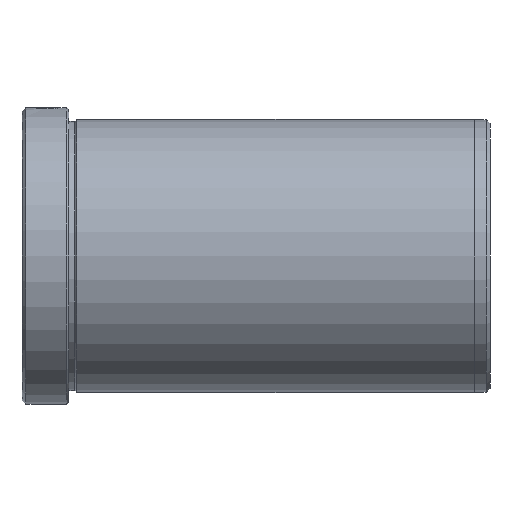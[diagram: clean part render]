
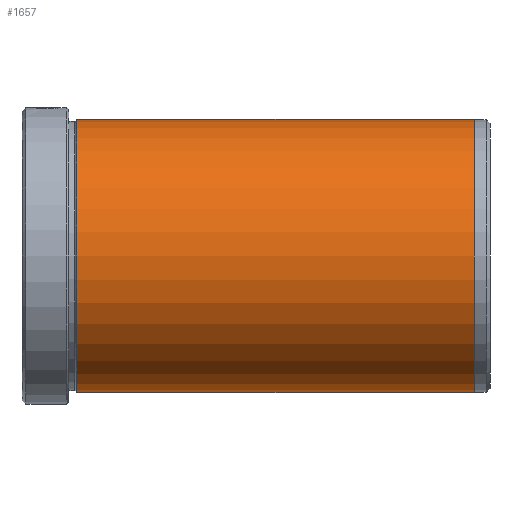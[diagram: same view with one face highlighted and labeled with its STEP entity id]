
A CAD part, left-side view. The second image highlights one B-rep face of the part: STEP entity #1657.
In plain terms, the highlighted cylindrical face has radius 35 mm (diameter 70 mm), a partial arc.
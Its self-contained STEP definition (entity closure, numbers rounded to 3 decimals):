
#3 = AXIS2_PLACEMENT_3D ( 'NONE', #32, #1025, #167 ) ;
#32 = CARTESIAN_POINT ( 'NONE',  ( 0., -116., 0. ) ) ;
#143 = VERTEX_POINT ( 'NONE', #264 ) ;
#167 = DIRECTION ( 'NONE',  ( 0., 0., -1. ) ) ;
#172 = VECTOR ( 'NONE', #1284, 1000. ) ;
#251 = FACE_OUTER_BOUND ( 'NONE', #1546, .T. ) ;
#264 = CARTESIAN_POINT ( 'NONE',  ( 0., -116., 35. ) ) ;
#295 = VECTOR ( 'NONE', #625, 1000. ) ;
#313 = DIRECTION ( 'NONE',  ( 0., 0., 1. ) ) ;
#421 = CARTESIAN_POINT ( 'NONE',  ( 0., -14., 0. ) ) ;
#451 = CARTESIAN_POINT ( 'NONE',  ( 0., -116., -35. ) ) ;
#465 = DIRECTION ( 'NONE',  ( 0., 1., 0. ) ) ;
#499 = EDGE_CURVE ( 'NONE', #508, #836, #1390, .T. ) ;
#508 = VERTEX_POINT ( 'NONE', #1727 ) ;
#564 = DIRECTION ( 'NONE',  ( 0., 0., 1. ) ) ;
#625 = DIRECTION ( 'NONE',  ( 0., 1., 0. ) ) ;
#632 = AXIS2_PLACEMENT_3D ( 'NONE', #421, #1441, #564 ) ;
#680 = LINE ( 'NONE', #1038, #295 ) ;
#685 = EDGE_CURVE ( 'NONE', #143, #836, #680, .T. ) ;
#789 = CIRCLE ( 'NONE', #3, 35. ) ;
#805 = LINE ( 'NONE', #1368, #172 ) ;
#806 = ORIENTED_EDGE ( 'NONE', *, *, #685, .T. ) ;
#836 = VERTEX_POINT ( 'NONE', #1420 ) ;
#939 = CYLINDRICAL_SURFACE ( 'NONE', #1516, 35. ) ;
#948 = EDGE_CURVE ( 'NONE', #143, #1842, #789, .T. ) ;
#981 = ORIENTED_EDGE ( 'NONE', *, *, #948, .F. ) ;
#1025 = DIRECTION ( 'NONE',  ( 0., -1., 0. ) ) ;
#1038 = CARTESIAN_POINT ( 'NONE',  ( 0., 0., 35. ) ) ;
#1042 = CARTESIAN_POINT ( 'NONE',  ( 0., 0., 0. ) ) ;
#1131 = EDGE_CURVE ( 'NONE', #1842, #508, #805, .T. ) ;
#1284 = DIRECTION ( 'NONE',  ( 0., 1., 0. ) ) ;
#1368 = CARTESIAN_POINT ( 'NONE',  ( 0., 0., -35. ) ) ;
#1390 = CIRCLE ( 'NONE', #632, 35. ) ;
#1420 = CARTESIAN_POINT ( 'NONE',  ( 0., -14., 35. ) ) ;
#1441 = DIRECTION ( 'NONE',  ( 0., 1., 0. ) ) ;
#1516 = AXIS2_PLACEMENT_3D ( 'NONE', #1042, #465, #313 ) ;
#1546 = EDGE_LOOP ( 'NONE', ( #1774, #981, #806, #1802 ) ) ;
#1657 = ADVANCED_FACE ( 'NONE', ( #251 ), #939, .T. ) ;
#1727 = CARTESIAN_POINT ( 'NONE',  ( 0., -14., -35. ) ) ;
#1774 = ORIENTED_EDGE ( 'NONE', *, *, #1131, .F. ) ;
#1802 = ORIENTED_EDGE ( 'NONE', *, *, #499, .F. ) ;
#1842 = VERTEX_POINT ( 'NONE', #451 ) ;
